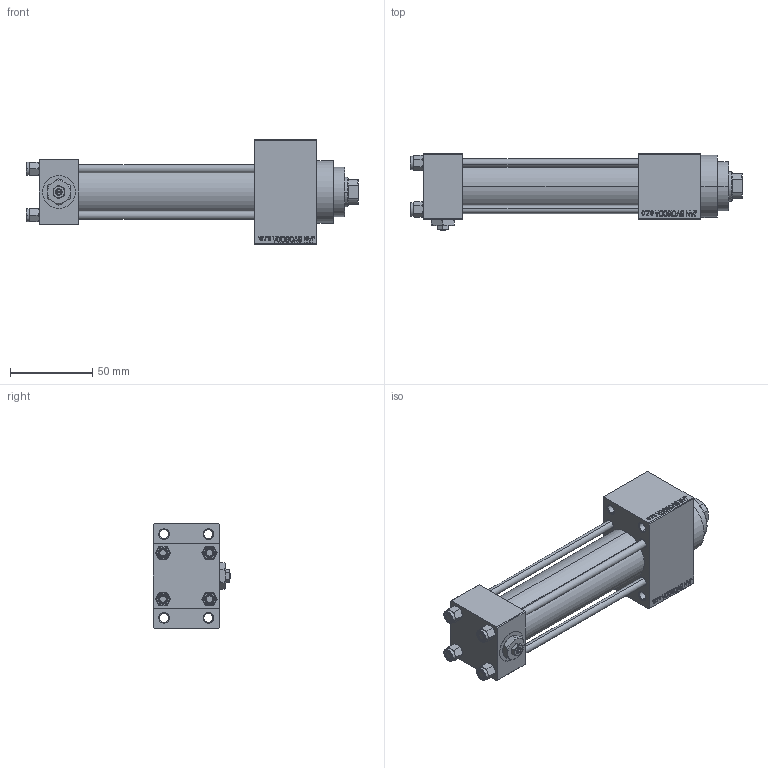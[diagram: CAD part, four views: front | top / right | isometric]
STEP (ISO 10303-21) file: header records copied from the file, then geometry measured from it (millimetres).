
FILE_DESCRIPTION (( 'STEP AP203' ), '1' );
FILE_NAME ('3bd4.STEP', '2022-04-16T08:31:46', ( '' ), ( '' ), 'SwSTEP 2.0', 'SolidWorks 2019', '' );
FILE_SCHEMA (( 'CONFIG_CONTROL_DESIGN' ));
Length unit declared in the file: millimetre
Products named in the file (7): NUT_M5_D 5d474e0bbeb21cb53721eb66f628c296; V215CR_VCP_D 5d474e0bbeb21cb53721eb66f628c296; V215_VC_A 5d474e0bbeb21cb53721eb66f628c296; 3bd4; V215CR_D_Body 5d474e0bbeb21cb53721eb66f628c296; V215CR_D_TYCINKA 5d474e0bbeb21cb53721eb66f628c296; Zatka_pro_OIL_PORT 5d474e0bbeb21cb53721eb66f628c296
Assembly tree (12 placements, depth 2):
  3bd4
    V215CR_D_Body 5d474e0bbeb21cb53721eb66f628c296
    V215CR_VCP_D 5d474e0bbeb21cb53721eb66f628c296
    NUT_M5_D 5d474e0bbeb21cb53721eb66f628c296  x4
    V215CR_D_TYCINKA 5d474e0bbeb21cb53721eb66f628c296  x4
    V215_VC_A 5d474e0bbeb21cb53721eb66f628c296
    Zatka_pro_OIL_PORT 5d474e0bbeb21cb53721eb66f628c296
Bounding box: 202 x 47 x 64 mm (x, y, z)
Volume: 215413 mm3; surface area: 82941 mm2
Topology: 12 solids, 12 shells, 1154 faces, 2858 edges, 1841 vertices
Faces by surface type: plane 518, bspline 368, cone 166, cylinder 94, torus 8
Entity records: 48777 total; most frequent: CARTESIAN_POINT 25507, ORIENTED_EDGE 5208, DIRECTION 3392, EDGE_CURVE 2604, VERTEX_POINT 1697, VECTOR 1544, LINE 1544, EDGE_LOOP 1169
